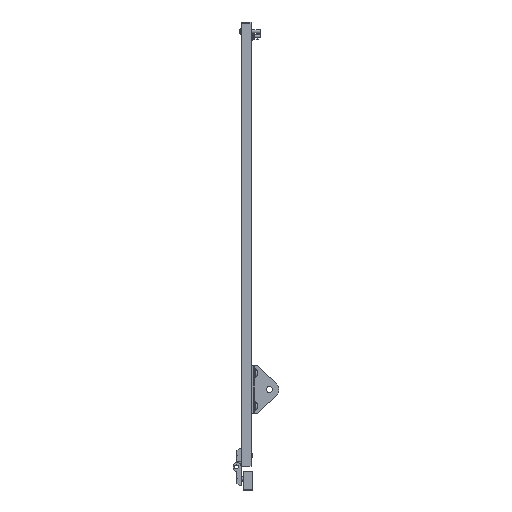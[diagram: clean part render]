
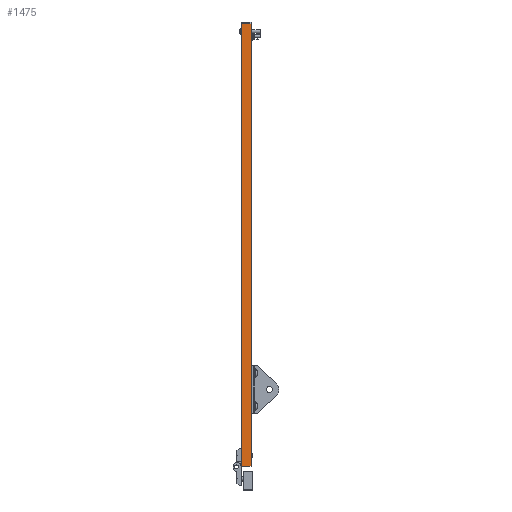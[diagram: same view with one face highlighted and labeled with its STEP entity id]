
A CAD part, left-side view. The second image highlights one B-rep face of the part: STEP entity #1475.
In plain terms, the highlighted planar face has unit normal (-1, 0, 0).
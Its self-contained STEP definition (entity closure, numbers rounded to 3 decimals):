
#101 = EDGE_CURVE ( 'NONE', #6672, #1987, #1755, .T. ) ;
#135 = VECTOR ( 'NONE', #5702, 1000. ) ;
#163 = CARTESIAN_POINT ( 'NONE',  ( -358., 5., -234.5 ) ) ;
#804 = VERTEX_POINT ( 'NONE', #3946 ) ;
#910 = PLANE ( 'NONE',  #8144 ) ;
#916 = VECTOR ( 'NONE', #5772, 1000. ) ;
#950 = DIRECTION ( 'NONE',  ( 0., 0., -1. ) ) ;
#1043 = ORIENTED_EDGE ( 'NONE', *, *, #6374, .T. ) ;
#1164 = ORIENTED_EDGE ( 'NONE', *, *, #7055, .F. ) ;
#1475 = ADVANCED_FACE ( 'NONE', ( #6539 ), #910, .F. ) ;
#1755 = LINE ( 'NONE', #7079, #916 ) ;
#1770 = DIRECTION ( 'NONE',  ( 0., -1., 0. ) ) ;
#1987 = VERTEX_POINT ( 'NONE', #7967 ) ;
#3028 = DIRECTION ( 'NONE',  ( 1., 0., 0. ) ) ;
#3073 = CARTESIAN_POINT ( 'NONE',  ( -358., 5., -234.5 ) ) ;
#3742 = VECTOR ( 'NONE', #1770, 1000. ) ;
#3946 = CARTESIAN_POINT ( 'NONE',  ( -358., 5., -234.5 ) ) ;
#3997 = EDGE_LOOP ( 'NONE', ( #8502, #1164, #7581, #1043 ) ) ;
#4566 = LINE ( 'NONE', #7313, #3742 ) ;
#5320 = CARTESIAN_POINT ( 'NONE',  ( -358., 5., 234.5 ) ) ;
#5674 = DIRECTION ( 'NONE',  ( 0., 0., 1. ) ) ;
#5702 = DIRECTION ( 'NONE',  ( 0., -1., 0. ) ) ;
#5772 = DIRECTION ( 'NONE',  ( 0., 0., 1. ) ) ;
#5797 = VERTEX_POINT ( 'NONE', #5320 ) ;
#6343 = VECTOR ( 'NONE', #5674, 1000. ) ;
#6374 = EDGE_CURVE ( 'NONE', #804, #6672, #7883, .T. ) ;
#6539 = FACE_OUTER_BOUND ( 'NONE', #3997, .T. ) ;
#6607 = CARTESIAN_POINT ( 'NONE',  ( -358., -5., -234.5 ) ) ;
#6672 = VERTEX_POINT ( 'NONE', #6607 ) ;
#6835 = LINE ( 'NONE', #8200, #6343 ) ;
#7055 = EDGE_CURVE ( 'NONE', #5797, #1987, #4566, .T. ) ;
#7079 = CARTESIAN_POINT ( 'NONE',  ( -358., -5., -234.5 ) ) ;
#7313 = CARTESIAN_POINT ( 'NONE',  ( -358., 5., 234.5 ) ) ;
#7372 = EDGE_CURVE ( 'NONE', #804, #5797, #6835, .T. ) ;
#7581 = ORIENTED_EDGE ( 'NONE', *, *, #7372, .F. ) ;
#7883 = LINE ( 'NONE', #163, #135 ) ;
#7967 = CARTESIAN_POINT ( 'NONE',  ( -358., -5., 234.5 ) ) ;
#8144 = AXIS2_PLACEMENT_3D ( 'NONE', #3073, #3028, #950 ) ;
#8200 = CARTESIAN_POINT ( 'NONE',  ( -358., 5., -234.5 ) ) ;
#8502 = ORIENTED_EDGE ( 'NONE', *, *, #101, .T. ) ;
